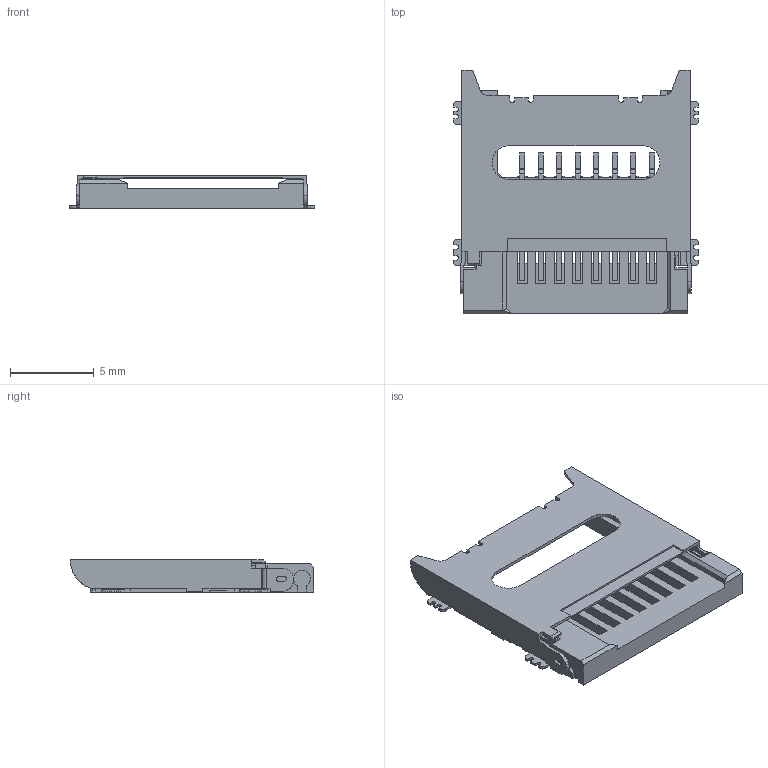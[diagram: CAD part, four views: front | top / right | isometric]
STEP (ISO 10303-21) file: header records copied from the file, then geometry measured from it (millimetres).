
FILE_DESCRIPTION(('STEP AP242'),'1');
FILE_NAME('500901-0801.stp','2021-01-27T23:28:32',('TraceParts'),('TraceParts S.A.'),'Spatial InterOp 3D',' ',' ');
FILE_SCHEMA(('AP242_MANAGED_MODEL_BASED_3D_ENGINEERING_MIM_LF {1 0 10303 442 1 1 4}'));
Length unit declared in the file: millimetre
Products named in the file (1): 500901-0801_1
Bounding box: 14.6 x 14.5 x 1.95 mm (x, y, z)
Volume: 165.7 mm3; surface area: 783.9 mm2
Topology: 1 solids, 1 shells, 642 faces, 2005 edges, 1384 vertices
Faces by surface type: plane 532, cylinder 110
Entity records: 22037 total; most frequent: CARTESIAN_POINT 3947, ORIENTED_EDGE 3914, DIRECTION 3515, EDGE_CURVE 1957, LINE 1779, VECTOR 1779, VERTEX_POINT 1288, AXIS2_PLACEMENT_3D 868
